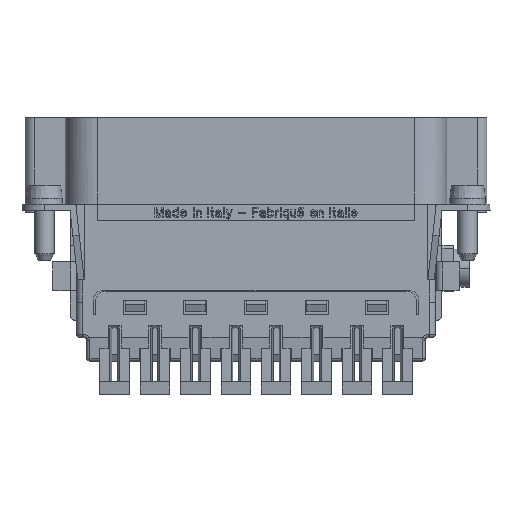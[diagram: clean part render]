
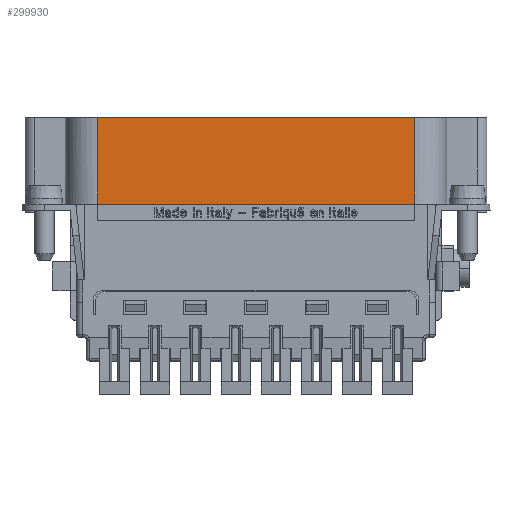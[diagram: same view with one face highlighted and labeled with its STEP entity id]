
A CAD part, front view. The second image highlights one B-rep face of the part: STEP entity #299930.
In plain terms, the highlighted face is planar.
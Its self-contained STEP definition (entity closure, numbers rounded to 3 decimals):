
#3020=CARTESIAN_POINT('',(113.996,65.084,-9.6))
;
#3030=VERTEX_POINT('',#3020);
#3200=CARTESIAN_POINT('',(64.496,65.084,
-9.6));
#3210=VERTEX_POINT('',#3200);
#3240=CARTESIAN_POINT('',(10.282,65.084,-9.6));
#3250=DIRECTION('',(-1.,0.,0.));
#3260=VECTOR('',#3250,1.);
#3270=LINE('',#3240,#3260);
#3280=EDGE_CURVE('',#3030,#3210,#3270,.T.);
#100520=CARTESIAN_POINT('',(64.496,65.084,11.1));
#100530=DIRECTION('',(0.,0.,-1.));
#100540=VECTOR('',#100530,1.);
#100550=LINE('',#100520,#100540);
#100560=CARTESIAN_POINT('',(64.496,65.084,-23.1));
#100570=VERTEX_POINT('',#100560);
#100580=EDGE_CURVE('',#3210,#100570,#100550,.T.);
#299700=CARTESIAN_POINT('',(117.246,65.084,-9.9));
#299710=DIRECTION('',(0.,-1.,0.));
#299720=DIRECTION('',(1.,0.,0.));
#299730=AXIS2_PLACEMENT_3D('',#299700,#299710,#299720);
#299740=PLANE('',#299730);
#299750=ORIENTED_EDGE('',*,*,#100580,.F.);
#299760=CARTESIAN_POINT('',(10.282,65.084,-23.1));
#299770=DIRECTION('',(-1.,0.,0.));
#299780=VECTOR('',#299770,1.);
#299790=LINE('',#299760,#299780);
#299800=CARTESIAN_POINT('',(113.996,65.084,-23.1));
#299810=VERTEX_POINT('',#299800);
#299820=EDGE_CURVE('',#299810,#100570,#299790,.T.);
#299830=ORIENTED_EDGE('',*,*,#299820,.T.);
#299840=CARTESIAN_POINT('',(113.996,65.084,-9.9)
);
#299850=DIRECTION('',(0.,0.,-1.));
#299860=VECTOR('',#299850,1.);
#299870=LINE('',#299840,#299860);
#299880=EDGE_CURVE('',#3030,#299810,#299870,.T.);
#299890=ORIENTED_EDGE('',*,*,#299880,.T.);
#299900=ORIENTED_EDGE('',*,*,#3280,.F.);
#299910=EDGE_LOOP('',(#299900,#299890,#299830,#299750));
#299920=FACE_OUTER_BOUND('',#299910,.T.);
#299930=ADVANCED_FACE('',(#299920),#299740,.F.);
